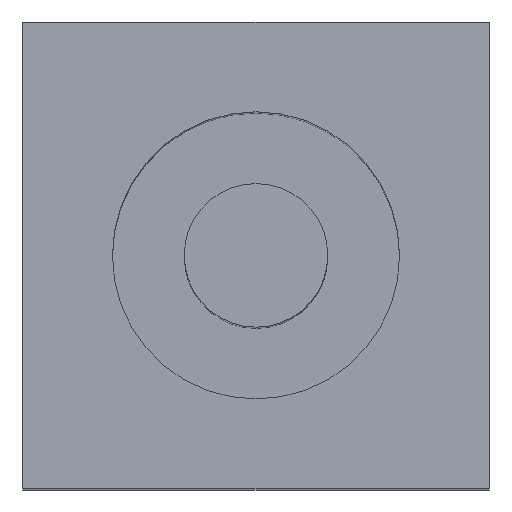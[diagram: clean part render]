
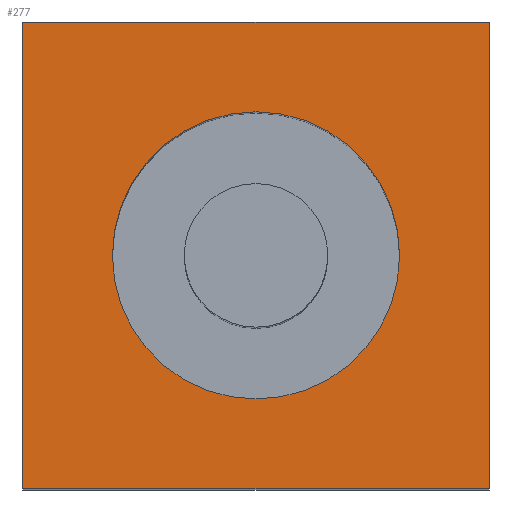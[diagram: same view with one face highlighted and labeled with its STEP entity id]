
A CAD part, top view. The second image highlights one B-rep face of the part: STEP entity #277.
In plain terms, the highlighted planar face has unit normal (0, 0, 1).
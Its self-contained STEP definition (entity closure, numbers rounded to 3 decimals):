
#5 = AXIS2_PLACEMENT_3D ( 'NONE', #321, #314, #46 ) ;
#16 = CARTESIAN_POINT ( 'NONE',  ( 0., 40., 200. ) ) ;
#17 = VERTEX_POINT ( 'NONE', #356 ) ;
#24 = EDGE_CURVE ( 'NONE', #261, #17, #107, .T. ) ;
#32 = CARTESIAN_POINT ( 'NONE',  ( 0., 65., 200. ) ) ;
#33 = VECTOR ( 'NONE', #335, 1000. ) ;
#38 = DIRECTION ( 'NONE',  ( 0., -1., 0. ) ) ;
#39 = EDGE_CURVE ( 'NONE', #229, #17, #142, .T. ) ;
#44 = ORIENTED_EDGE ( 'NONE', *, *, #139, .F. ) ;
#46 = DIRECTION ( 'NONE',  ( 0., -1., 0. ) ) ;
#49 = ORIENTED_EDGE ( 'NONE', *, *, #313, .F. ) ;
#51 = CARTESIAN_POINT ( 'NONE',  ( 65., 65., 200. ) ) ;
#68 = FACE_OUTER_BOUND ( 'NONE', #223, .T. ) ;
#72 = ORIENTED_EDGE ( 'NONE', *, *, #39, .T. ) ;
#86 = VECTOR ( 'NONE', #234, 1000. ) ;
#94 = CARTESIAN_POINT ( 'NONE',  ( 0., 0., 200. ) ) ;
#99 = DIRECTION ( 'NONE',  ( 0., 0., 1. ) ) ;
#104 = CARTESIAN_POINT ( 'NONE',  ( -65., 65., 200. ) ) ;
#107 = LINE ( 'NONE', #295, #86 ) ;
#129 = ORIENTED_EDGE ( 'NONE', *, *, #282, .F. ) ;
#130 = VECTOR ( 'NONE', #140, 1000. ) ;
#139 = EDGE_CURVE ( 'NONE', #146, #261, #291, .T. ) ;
#140 = DIRECTION ( 'NONE',  ( 0., -1., 0. ) ) ;
#142 = LINE ( 'NONE', #387, #147 ) ;
#146 = VERTEX_POINT ( 'NONE', #51 ) ;
#147 = VECTOR ( 'NONE', #176, 1000. ) ;
#156 = AXIS2_PLACEMENT_3D ( 'NONE', #94, #99, #38 ) ;
#160 = CARTESIAN_POINT ( 'NONE',  ( 0., 0., 200. ) ) ;
#161 = ORIENTED_EDGE ( 'NONE', *, *, #367, .T. ) ;
#176 = DIRECTION ( 'NONE',  ( 0., -1., 0. ) ) ;
#190 = EDGE_LOOP ( 'NONE', ( #49, #129 ) ) ;
#211 = CIRCLE ( 'NONE', #5, 40. ) ;
#223 = EDGE_LOOP ( 'NONE', ( #252, #44, #161, #72 ) ) ;
#224 = PLANE ( 'NONE',  #156 ) ;
#229 = VERTEX_POINT ( 'NONE', #104 ) ;
#234 = DIRECTION ( 'NONE',  ( -1., 0., 0. ) ) ;
#238 = CARTESIAN_POINT ( 'NONE',  ( 65., 0., 200. ) ) ;
#252 = ORIENTED_EDGE ( 'NONE', *, *, #24, .F. ) ;
#260 = DIRECTION ( 'NONE',  ( 0., 0., 1. ) ) ;
#261 = VERTEX_POINT ( 'NONE', #316 ) ;
#262 = AXIS2_PLACEMENT_3D ( 'NONE', #160, #260, #342 ) ;
#277 = ADVANCED_FACE ( 'NONE', ( #284, #68 ), #224, .T. ) ;
#282 = EDGE_CURVE ( 'NONE', #372, #340, #384, .T. ) ;
#284 = FACE_BOUND ( 'NONE', #190, .T. ) ;
#291 = LINE ( 'NONE', #238, #130 ) ;
#295 = CARTESIAN_POINT ( 'NONE',  ( 0., -65., 200. ) ) ;
#306 = LINE ( 'NONE', #32, #33 ) ;
#313 = EDGE_CURVE ( 'NONE', #340, #372, #211, .T. ) ;
#314 = DIRECTION ( 'NONE',  ( 0., 0., 1. ) ) ;
#316 = CARTESIAN_POINT ( 'NONE',  ( 65., -65., 200. ) ) ;
#321 = CARTESIAN_POINT ( 'NONE',  ( 0., 0., 200. ) ) ;
#335 = DIRECTION ( 'NONE',  ( -1., 0., 0. ) ) ;
#340 = VERTEX_POINT ( 'NONE', #16 ) ;
#342 = DIRECTION ( 'NONE',  ( 0., -1., 0. ) ) ;
#356 = CARTESIAN_POINT ( 'NONE',  ( -65., -65., 200. ) ) ;
#363 = CARTESIAN_POINT ( 'NONE',  ( 0., -40., 200. ) ) ;
#367 = EDGE_CURVE ( 'NONE', #146, #229, #306, .T. ) ;
#372 = VERTEX_POINT ( 'NONE', #363 ) ;
#384 = CIRCLE ( 'NONE', #262, 40. ) ;
#387 = CARTESIAN_POINT ( 'NONE',  ( -65., 0., 200. ) ) ;
